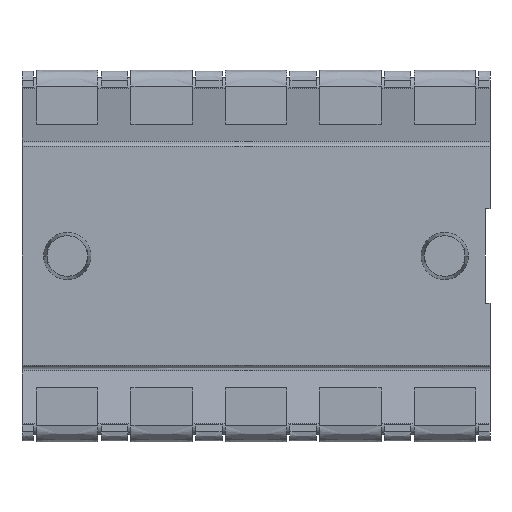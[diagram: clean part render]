
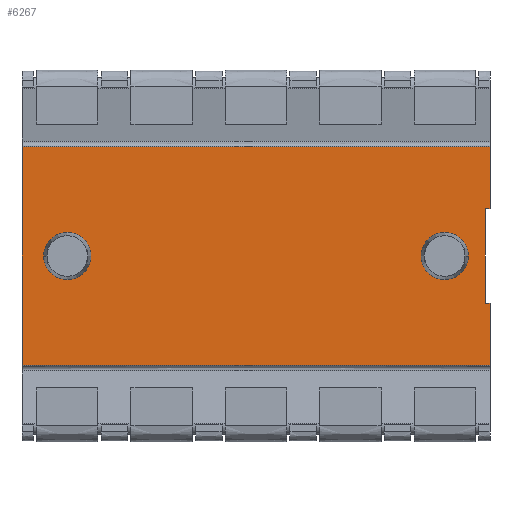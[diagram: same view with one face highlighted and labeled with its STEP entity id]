
A CAD part, front view. The second image highlights one B-rep face of the part: STEP entity #6267.
In plain terms, the highlighted free-form (B-spline) face has degree [1, 1] with [2, 2] control points.
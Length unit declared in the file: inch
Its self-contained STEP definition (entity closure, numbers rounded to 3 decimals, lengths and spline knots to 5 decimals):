
#17=CARTESIAN_POINT('',(-0.2,-0.043,0.));
#18=DIRECTION('',(0.,-1.,0.));
#19=DIRECTION('',(-1.,0.,0.));
#20=AXIS2_PLACEMENT_3D('',#17,#18,#19);
#26=CARTESIAN_POINT('',(-0.2,-0.043,0.));
#27=DIRECTION('',(0.,-1.,0.));
#28=DIRECTION('',(1.,0.,0.));
#29=AXIS2_PLACEMENT_3D('',#26,#27,#28);
#34=CARTESIAN_POINT('',(0.2,-0.043,0.));
#35=DIRECTION('',(0.,-1.,0.));
#36=DIRECTION('',(-1.,0.,0.));
#37=AXIS2_PLACEMENT_3D('',#34,#35,#36);
#42=CARTESIAN_POINT('',(0.2,-0.043,0.));
#43=DIRECTION('',(0.,-1.,0.));
#44=DIRECTION('',(1.,0.,0.));
#45=AXIS2_PLACEMENT_3D('',#42,#43,#44);
#50=DIRECTION('',(-1.,0.,0.));
#51=VECTOR('',#50,0.005);
#52=CARTESIAN_POINT('',(0.248,-0.043,-0.05));
#53=LINE('',#52,#51);
#57=DIRECTION('',(0.,0.,-1.));
#58=VECTOR('',#57,0.066);
#59=CARTESIAN_POINT('',(0.248,-0.043,-0.05));
#60=LINE('',#59,#58);
#64=DIRECTION('',(0.,0.,-1.));
#65=VECTOR('',#64,0.232);
#66=CARTESIAN_POINT('',(-0.248,-0.043,0.116));
#67=LINE('',#66,#65);
#71=DIRECTION('',(0.,0.,-1.));
#72=VECTOR('',#71,0.066);
#73=CARTESIAN_POINT('',(0.248,-0.043,0.116));
#74=LINE('',#73,#72);
#78=DIRECTION('',(-1.,0.,0.));
#79=VECTOR('',#78,0.005);
#80=CARTESIAN_POINT('',(0.248,-0.043,0.05));
#81=LINE('',#80,#79);
#85=DIRECTION('',(0.,0.,1.));
#86=VECTOR('',#85,0.1);
#87=CARTESIAN_POINT('',(0.243,-0.043,-0.05));
#88=LINE('',#87,#86);
#1136=DIRECTION('',(1.,0.,0.));
#1137=VECTOR('',#1136,0.496);
#1138=CARTESIAN_POINT('',(-0.248,-0.043,0.116));
#1139=LINE('',#1138,#1137);
#1228=DIRECTION('',(1.,0.,0.));
#1229=VECTOR('',#1228,0.496);
#1230=CARTESIAN_POINT('',(-0.248,-0.043,-0.116));
#1231=LINE('',#1230,#1229);
#5688=CARTESIAN_POINT('',(-0.248,-0.043,0.116));
#5689=CARTESIAN_POINT('',(-0.248,-0.043,-0.116));
#5690=VERTEX_POINT('',#5688);
#5691=VERTEX_POINT('',#5689);
#5692=CARTESIAN_POINT('',(0.248,-0.043,-0.116));
#5694=VERTEX_POINT('',#5692);
#5728=CARTESIAN_POINT('',(0.248,-0.043,0.116));
#5730=VERTEX_POINT('',#5728);
#5768=CARTESIAN_POINT('',(-0.225,-0.043,0.));
#5769=CARTESIAN_POINT('',(-0.175,-0.043,0.));
#5770=VERTEX_POINT('',#5768);
#5771=VERTEX_POINT('',#5769);
#5772=CARTESIAN_POINT('',(0.175,-0.043,0.));
#5773=CARTESIAN_POINT('',(0.225,-0.043,0.));
#5774=VERTEX_POINT('',#5772);
#5775=VERTEX_POINT('',#5773);
#5776=CARTESIAN_POINT('',(0.248,-0.043,-0.05));
#5777=CARTESIAN_POINT('',(0.243,-0.043,-0.05));
#5778=VERTEX_POINT('',#5776);
#5779=VERTEX_POINT('',#5777);
#5780=CARTESIAN_POINT('',(0.243,-0.043,0.05));
#5781=VERTEX_POINT('',#5780);
#5782=CARTESIAN_POINT('',(0.248,-0.043,0.05));
#5783=VERTEX_POINT('',#5782);
#6232=CARTESIAN_POINT('',(-0.25792,-0.043,0.12064));
#6233=CARTESIAN_POINT('',(0.25792,-0.043,0.12064));
#6234=CARTESIAN_POINT('',(-0.25792,-0.043,-0.12064));
#6235=CARTESIAN_POINT('',(0.25792,-0.043,-0.12064));
#6236=B_SPLINE_SURFACE_WITH_KNOTS('',1,1,((#6232,#6233),(#6234,#6235)),
.UNSPECIFIED.,.F.,.F.,.F.,(2,2),(2,2),(-0.12064,0.12064),(-0.00792,
0.50792),.UNSPECIFIED.);
#6238=ORIENTED_EDGE('',*,*,#6237,.F.);
#6240=ORIENTED_EDGE('',*,*,#6239,.T.);
#6242=ORIENTED_EDGE('',*,*,#6241,.F.);
#6244=ORIENTED_EDGE('',*,*,#6243,.F.);
#6246=ORIENTED_EDGE('',*,*,#6245,.T.);
#6248=ORIENTED_EDGE('',*,*,#6247,.T.);
#6250=ORIENTED_EDGE('',*,*,#6249,.T.);
#6252=ORIENTED_EDGE('',*,*,#6251,.F.);
#6253=EDGE_LOOP('',(#6238,#6240,#6242,#6244,#6246,#6248,#6250,#6252));
#6254=FACE_OUTER_BOUND('',#6253,.F.);
#6256=ORIENTED_EDGE('',*,*,#6255,.T.);
#6258=ORIENTED_EDGE('',*,*,#6257,.T.);
#6259=EDGE_LOOP('',(#6256,#6258));
#6260=FACE_BOUND('',#6259,.F.);
#6262=ORIENTED_EDGE('',*,*,#6261,.T.);
#6264=ORIENTED_EDGE('',*,*,#6263,.T.);
#6265=EDGE_LOOP('',(#6262,#6264));
#6266=FACE_BOUND('',#6265,.F.);
#6267=ADVANCED_FACE('',(#6254,#6260,#6266),#6236,.T.);
#21=CIRCLE('',#20,0.025);
#30=CIRCLE('',#29,0.025);
#38=CIRCLE('',#37,0.025);
#46=CIRCLE('',#45,0.025);
#6237=EDGE_CURVE('',#5778,#5779,#53,.T.);
#6239=EDGE_CURVE('',#5778,#5694,#60,.T.);
#6241=EDGE_CURVE('',#5691,#5694,#1231,.T.);
#6243=EDGE_CURVE('',#5690,#5691,#67,.T.);
#6245=EDGE_CURVE('',#5690,#5730,#1139,.T.);
#6247=EDGE_CURVE('',#5730,#5783,#74,.T.);
#6249=EDGE_CURVE('',#5783,#5781,#81,.T.);
#6251=EDGE_CURVE('',#5779,#5781,#88,.T.);
#6255=EDGE_CURVE('',#5770,#5771,#21,.T.);
#6257=EDGE_CURVE('',#5771,#5770,#30,.T.);
#6261=EDGE_CURVE('',#5774,#5775,#38,.T.);
#6263=EDGE_CURVE('',#5775,#5774,#46,.T.);
